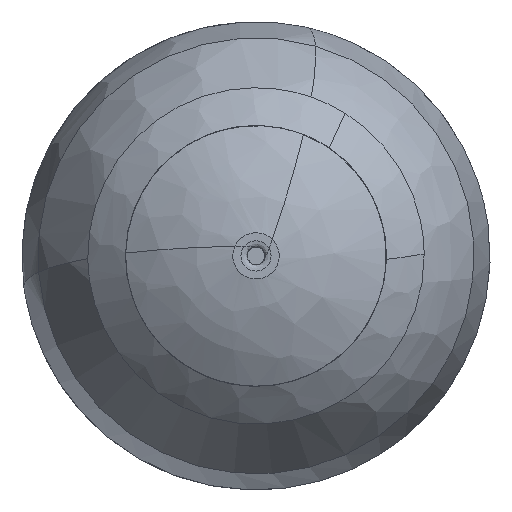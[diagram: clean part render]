
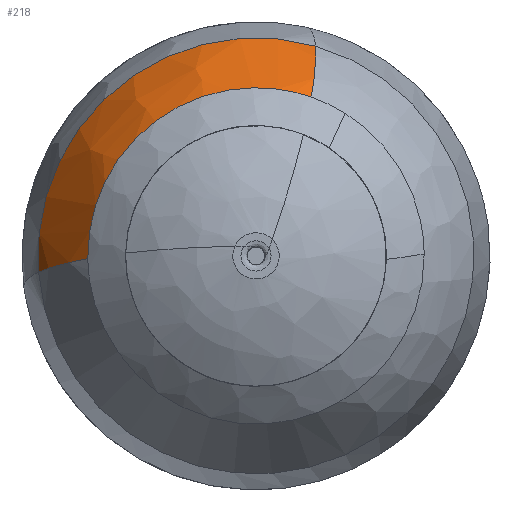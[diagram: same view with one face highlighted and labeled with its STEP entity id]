
A CAD part, left-side view. The second image highlights one B-rep face of the part: STEP entity #218.
In plain terms, the highlighted free-form (B-spline) face has degree [3, 3] with [8, 4] control points.
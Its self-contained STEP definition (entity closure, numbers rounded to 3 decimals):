
#117=(
BOUNDED_CURVE()
B_SPLINE_CURVE(3,(#2253,#2254,#2255,#2256),.UNSPECIFIED.,.F.,.F.)
B_SPLINE_CURVE_WITH_KNOTS((4,4),(0.,1.),.UNSPECIFIED.)
CURVE()
GEOMETRIC_REPRESENTATION_ITEM()
RATIONAL_B_SPLINE_CURVE((1.,0.715,0.715,1.))
REPRESENTATION_ITEM('')
);
#122=(
BOUNDED_CURVE()
B_SPLINE_CURVE(3,(#3410,#3411,#3412,#3413,#3414,#3415),.UNSPECIFIED.,.F.,
 .F.)
B_SPLINE_CURVE_WITH_KNOTS((4,2,4),(0.,0.549,1.),
 .UNSPECIFIED.)
CURVE()
GEOMETRIC_REPRESENTATION_ITEM()
RATIONAL_B_SPLINE_CURVE((1.,1.,1.,1.,1.,1.))
REPRESENTATION_ITEM('')
);
#123=(
BOUNDED_CURVE()
B_SPLINE_CURVE(3,(#3417,#3418,#3419,#3420,#3421,#3422),.UNSPECIFIED.,.F.,
 .F.)
B_SPLINE_CURVE_WITH_KNOTS((4,2,4),(0.,0.192,1.),
 .UNSPECIFIED.)
CURVE()
GEOMETRIC_REPRESENTATION_ITEM()
RATIONAL_B_SPLINE_CURVE((1.,1.,1.,1.,1.,1.))
REPRESENTATION_ITEM('')
);
#124=(
BOUNDED_CURVE()
B_SPLINE_CURVE(3,(#3423,#3424,#3425,#3426,#3427,#3428),.UNSPECIFIED.,.F.,
 .F.)
B_SPLINE_CURVE_WITH_KNOTS((4,2,4),(0.,0.808,1.),
 .UNSPECIFIED.)
CURVE()
GEOMETRIC_REPRESENTATION_ITEM()
RATIONAL_B_SPLINE_CURVE((1.,1.,1.,1.,1.,1.))
REPRESENTATION_ITEM('')
);
#125=(
BOUNDED_CURVE()
B_SPLINE_CURVE(3,(#3430,#3431,#3432,#3433,#3434,#3435),.UNSPECIFIED.,.F.,
 .F.)
B_SPLINE_CURVE_WITH_KNOTS((4,2,4),(0.,0.451,1.),
 .UNSPECIFIED.)
CURVE()
GEOMETRIC_REPRESENTATION_ITEM()
RATIONAL_B_SPLINE_CURVE((1.,1.,1.,
1.,1.,1.))
REPRESENTATION_ITEM('')
);
#166=B_SPLINE_CURVE_WITH_KNOTS('',3,(#3400,#3401,#3402,#3403,#3404,#3405,
#3406,#3407),.UNSPECIFIED.,.F.,.F.,(4,2,2,4),(0.,0.5,0.75,1.),
 .UNSPECIFIED.);
#167=B_SPLINE_CURVE_WITH_KNOTS('',3,(#3437,#3438,#3439,#3440,#3441,#3442,
#3443,#3444),.UNSPECIFIED.,.F.,.F.,(4,2,2,4),(0.,0.25,0.5,1.),
 .UNSPECIFIED.);
#218=ADVANCED_FACE('',(#348),#292,.F.);
#292=(
BOUNDED_SURFACE()
B_SPLINE_SURFACE(3,3,((#3447,#3448,#3449,#3450),(#3451,#3452,#3453,#3454),
(#3455,#3456,#3457,#3458),(#3459,#3460,#3461,#3462),(#3463,#3464,#3465,
#3466),(#3467,#3468,#3469,#3470),(#3471,#3472,#3473,#3474),(#3475,#3476,
#3477,#3478)),.UNSPECIFIED.,.F.,.F.,.F.)
B_SPLINE_SURFACE_WITH_KNOTS((4,2,2,4),(4,4),(0.,0.25,0.5,1.),(0.,1.),
 .UNSPECIFIED.)
GEOMETRIC_REPRESENTATION_ITEM()
RATIONAL_B_SPLINE_SURFACE(((1.,0.715,0.715,1.),
(1.,0.715,0.715,1.),(1.,0.715,0.715,
1.),(1.,0.715,0.715,1.),(1.,0.715,0.715,
1.),(1.,0.715,0.715,1.),(1.,0.715,0.715,
1.),(1.,0.715,0.715,1.)))
REPRESENTATION_ITEM('')
SURFACE()
);
#348=FACE_OUTER_BOUND('',#410,.T.);
#410=EDGE_LOOP('',(#690,#691,#692,#693,#694,#695,#696,#697));
#690=ORIENTED_EDGE('',*,*,#1021,.T.);
#691=ORIENTED_EDGE('',*,*,#1022,.T.);
#692=ORIENTED_EDGE('',*,*,#1023,.T.);
#693=ORIENTED_EDGE('',*,*,#962,.T.);
#694=ORIENTED_EDGE('',*,*,#1024,.T.);
#695=ORIENTED_EDGE('',*,*,#1025,.T.);
#696=ORIENTED_EDGE('',*,*,#1026,.T.);
#697=ORIENTED_EDGE('',*,*,#1027,.F.);
#838=VERTEX_POINT('',#2247);
#839=VERTEX_POINT('',#2252);
#872=VERTEX_POINT('',#3408);
#873=VERTEX_POINT('',#3409);
#874=VERTEX_POINT('',#3416);
#875=VERTEX_POINT('',#3429);
#876=VERTEX_POINT('',#3436);
#877=VERTEX_POINT('',#3445);
#962=EDGE_CURVE('',#838,#839,#117,.T.);
#1021=EDGE_CURVE('',#872,#873,#166,.T.);
#1022=EDGE_CURVE('',#873,#874,#122,.T.);
#1023=EDGE_CURVE('',#874,#838,#123,.T.);
#1024=EDGE_CURVE('',#839,#875,#124,.T.);
#1025=EDGE_CURVE('',#875,#876,#125,.T.);
#1026=EDGE_CURVE('',#876,#877,#167,.T.);
#1027=EDGE_CURVE('',#872,#877,#1130,.T.);
#1130=CIRCLE('',#1214,7.426);
#1214=AXIS2_PLACEMENT_3D('',#3446,#1387,#1388);
#1387=DIRECTION('',(1.,0.,0.));
#1388=DIRECTION('',(0.,0.997,-0.075));
#2247=CARTESIAN_POINT('',(2.353,5.729,-0.093));
#2252=CARTESIAN_POINT('',(2.353,-1.884,5.411));
#2253=CARTESIAN_POINT('',(2.354,5.728,-0.093));
#2254=CARTESIAN_POINT('',(2.354,5.799,4.284));
#2255=CARTESIAN_POINT('',(2.354,2.252,6.85));
#2256=CARTESIAN_POINT('',(2.354,-1.883,5.41));
#3400=CARTESIAN_POINT('',(4.968,7.406,-0.554));
#3401=CARTESIAN_POINT('',(4.479,7.216,-0.468));
#3402=CARTESIAN_POINT('',(4.016,6.982,-0.386));
#3403=CARTESIAN_POINT('',(3.362,6.562,-0.271));
#3404=CARTESIAN_POINT('',(3.15,6.411,-0.234));
#3405=CARTESIAN_POINT('',(2.74,6.086,-0.161));
#3406=CARTESIAN_POINT('',(2.542,5.911,-0.126));
#3407=CARTESIAN_POINT('',(2.354,5.728,-0.093));
#3408=CARTESIAN_POINT('',(4.968,7.406,-0.554));
#3409=CARTESIAN_POINT('',(4.203,7.061,-0.419));
#3410=CARTESIAN_POINT('',(4.203,7.061,-0.419));
#3411=CARTESIAN_POINT('',(3.99,6.951,-0.382));
#3412=CARTESIAN_POINT('',(3.782,6.831,-0.345));
#3413=CARTESIAN_POINT('',(3.414,6.595,-0.28));
#3414=CARTESIAN_POINT('',(3.251,6.482,-0.252));
#3415=CARTESIAN_POINT('',(3.093,6.363,-0.224));
#3416=CARTESIAN_POINT('',(3.093,6.363,-0.224));
#3417=CARTESIAN_POINT('',(3.093,6.363,-0.224));
#3418=CARTESIAN_POINT('',(3.043,6.325,-0.215));
#3419=CARTESIAN_POINT('',(2.994,6.287,-0.206));
#3420=CARTESIAN_POINT('',(2.74,6.086,-0.161));
#3421=CARTESIAN_POINT('',(2.542,5.911,-0.126));
#3422=CARTESIAN_POINT('',(2.354,5.728,-0.093));
#3423=CARTESIAN_POINT('',(2.354,-1.883,5.41));
#3424=CARTESIAN_POINT('',(2.542,-1.915,5.594));
#3425=CARTESIAN_POINT('',(2.74,-1.943,5.77));
#3426=CARTESIAN_POINT('',(2.994,-1.97,5.974));
#3427=CARTESIAN_POINT('',(3.043,-1.975,6.013));
#3428=CARTESIAN_POINT('',(3.093,-1.979,6.051));
#3429=CARTESIAN_POINT('',(3.093,-1.979,6.051));
#3430=CARTESIAN_POINT('',(3.093,-1.979,6.051));
#3431=CARTESIAN_POINT('',(3.251,-1.994,6.173));
#3432=CARTESIAN_POINT('',(3.414,-2.006,6.289));
#3433=CARTESIAN_POINT('',(3.782,-2.027,6.533));
#3434=CARTESIAN_POINT('',(3.99,-2.033,6.658));
#3435=CARTESIAN_POINT('',(4.203,-2.036,6.774));
#3436=CARTESIAN_POINT('',(4.203,-2.036,6.774));
#3437=CARTESIAN_POINT('',(2.354,-1.883,5.41));
#3438=CARTESIAN_POINT('',(2.542,-1.915,5.594));
#3439=CARTESIAN_POINT('',(2.74,-1.943,5.77));
#3440=CARTESIAN_POINT('',(3.15,-1.987,6.1));
#3441=CARTESIAN_POINT('',(3.362,-2.003,6.255));
#3442=CARTESIAN_POINT('',(4.016,-2.039,6.688));
#3443=CARTESIAN_POINT('',(4.479,-2.044,6.937));
#3444=CARTESIAN_POINT('',(4.968,-2.028,7.144));
#3445=CARTESIAN_POINT('',(4.968,-2.028,7.144));
#3446=CARTESIAN_POINT('',(4.968,0.,0.));
#3447=CARTESIAN_POINT('',(2.354,5.728,-0.093));
#3448=CARTESIAN_POINT('',(2.354,5.799,4.284));
#3449=CARTESIAN_POINT('',(2.354,2.252,6.85));
#3450=CARTESIAN_POINT('',(2.354,-1.883,5.41));
#3451=CARTESIAN_POINT('',(2.542,5.911,-0.126));
#3452=CARTESIAN_POINT('',(2.542,6.008,4.391));
#3453=CARTESIAN_POINT('',(2.542,2.36,7.058));
#3454=CARTESIAN_POINT('',(2.542,-1.915,5.594));
#3455=CARTESIAN_POINT('',(2.74,6.086,-0.161));
#3456=CARTESIAN_POINT('',(2.74,6.209,4.49));
#3457=CARTESIAN_POINT('',(2.74,2.467,7.255));
#3458=CARTESIAN_POINT('',(2.74,-1.943,5.77));
#3459=CARTESIAN_POINT('',(3.15,6.411,-0.234));
#3460=CARTESIAN_POINT('',(3.15,6.59,4.666));
#3461=CARTESIAN_POINT('',(3.15,2.675,7.618));
#3462=CARTESIAN_POINT('',(3.15,-1.987,6.1));
#3463=CARTESIAN_POINT('',(3.362,6.562,-0.271));
#3464=CARTESIAN_POINT('',(3.362,6.769,4.744));
#3465=CARTESIAN_POINT('',(3.362,2.777,7.786));
#3466=CARTESIAN_POINT('',(3.362,-2.003,6.255));
#3467=CARTESIAN_POINT('',(4.016,6.982,-0.386));
#3468=CARTESIAN_POINT('',(4.016,7.277,4.949));
#3469=CARTESIAN_POINT('',(4.016,3.072,8.247));
#3470=CARTESIAN_POINT('',(4.016,-2.039,6.688));
#3471=CARTESIAN_POINT('',(4.479,7.216,-0.468));
#3472=CARTESIAN_POINT('',(4.479,7.574,5.047));
#3473=CARTESIAN_POINT('',(4.479,3.258,8.499));
#3474=CARTESIAN_POINT('',(4.479,-2.044,6.937));
#3475=CARTESIAN_POINT('',(4.968,7.406,-0.554));
#3476=CARTESIAN_POINT('',(4.968,7.829,5.105));
#3477=CARTESIAN_POINT('',(4.968,3.432,8.694));
#3478=CARTESIAN_POINT('',(4.968,-2.028,7.144));
